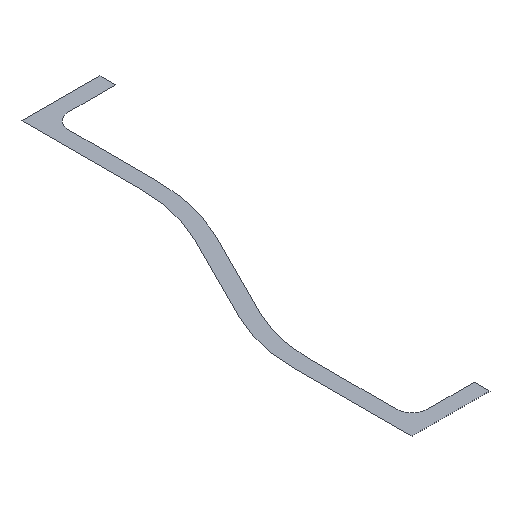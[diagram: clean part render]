
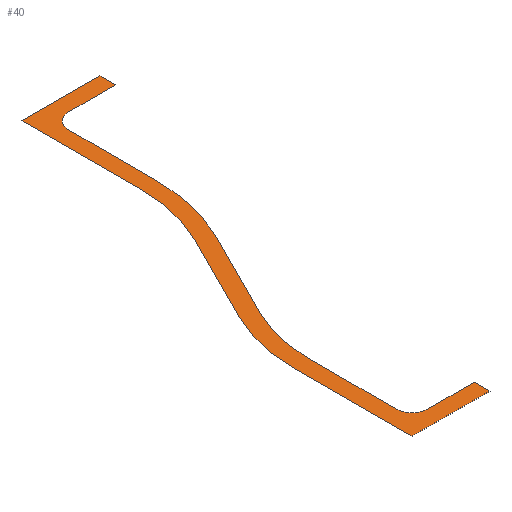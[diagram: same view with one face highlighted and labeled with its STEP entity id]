
A CAD part, isometric view. The second image highlights one B-rep face of the part: STEP entity #40.
In plain terms, the highlighted planar face has unit normal (0, 0, 1).
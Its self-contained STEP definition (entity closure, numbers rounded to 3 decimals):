
#1 = LINE ( 'NONE', #43, #110 ) ;
#2 = DIRECTION ( 'NONE',  ( 0., 1., 0. ) ) ;
#3 = VECTOR ( 'NONE', #193, 1000. ) ;
#4 = ORIENTED_EDGE ( 'NONE', *, *, #33, .T. ) ;
#5 = ORIENTED_EDGE ( 'NONE', *, *, #148, .T. ) ;
#6 = EDGE_CURVE ( 'NONE', #76, #93, #90, .T. ) ;
#8 = AXIS2_PLACEMENT_3D ( 'NONE', #60, #137, #92 ) ;
#9 = LINE ( 'NONE', #163, #124 ) ;
#10 = VERTEX_POINT ( 'NONE', #107 ) ;
#11 = ORIENTED_EDGE ( 'NONE', *, *, #168, .T. ) ;
#12 = CARTESIAN_POINT ( 'NONE',  ( 75., 150., 0. ) ) ;
#13 = DIRECTION ( 'NONE',  ( 0., -1., 0. ) ) ;
#14 = DIRECTION ( 'NONE',  ( 0., 0., 1. ) ) ;
#15 = CARTESIAN_POINT ( 'NONE',  ( 75., 0., 0. ) ) ;
#20 = VERTEX_POINT ( 'NONE', #111 ) ;
#21 = VERTEX_POINT ( 'NONE', #125 ) ;
#23 = ORIENTED_EDGE ( 'NONE', *, *, #158, .T. ) ;
#24 = ORIENTED_EDGE ( 'NONE', *, *, #85, .T. ) ;
#25 = CARTESIAN_POINT ( 'NONE',  ( 100., 38.197, 0. ) ) ;
#26 = CARTESIAN_POINT ( 'NONE',  ( 80., 140., 0. ) ) ;
#27 = EDGE_CURVE ( 'NONE', #179, #63, #141, .T. ) ;
#28 = ORIENTED_EDGE ( 'NONE', *, *, #27, .T. ) ;
#30 = CARTESIAN_POINT ( 'NONE',  ( 80., 111.803, 0. ) ) ;
#32 = CARTESIAN_POINT ( 'NONE',  ( 100., 150., 0. ) ) ;
#33 = EDGE_CURVE ( 'NONE', #139, #20, #9, .T. ) ;
#34 = VERTEX_POINT ( 'NONE', #127 ) ;
#35 = CARTESIAN_POINT ( 'NONE',  ( 55., 10., 0. ) ) ;
#38 = CARTESIAN_POINT ( 'NONE',  ( 100., 150., 0. ) ) ;
#39 = CARTESIAN_POINT ( 'NONE',  ( 60., 10., 0. ) ) ;
#40 = ADVANCED_FACE ( 'NONE', ( #136 ), #57, .F. ) ;
#41 = LINE ( 'NONE', #88, #150 ) ;
#43 = CARTESIAN_POINT ( 'NONE',  ( 55.279, 60.557, 0. ) ) ;
#45 = DIRECTION ( 'NONE',  ( 1., 0., 0. ) ) ;
#46 = CARTESIAN_POINT ( 'NONE',  ( 85., 145., 0. ) ) ;
#47 = EDGE_CURVE ( 'NONE', #63, #69, #122, .T. ) ;
#48 = ORIENTED_EDGE ( 'NONE', *, *, #188, .T. ) ;
#49 = ORIENTED_EDGE ( 'NONE', *, *, #175, .T. ) ;
#50 = VECTOR ( 'NONE', #167, 1000. ) ;
#51 = VERTEX_POINT ( 'NONE', #120 ) ;
#52 = ORIENTED_EDGE ( 'NONE', *, *, #140, .T. ) ;
#53 = ORIENTED_EDGE ( 'NONE', *, *, #126, .T. ) ;
#54 = DIRECTION ( 'NONE',  ( 0., 0., -1. ) ) ;
#56 = VECTOR ( 'NONE', #2, 1000. ) ;
#57 = PLANE ( 'NONE',  #58 ) ;
#58 = AXIS2_PLACEMENT_3D ( 'NONE', #39, #54, #108 ) ;
#59 = ORIENTED_EDGE ( 'NONE', *, *, #6, .T. ) ;
#60 = CARTESIAN_POINT ( 'NONE',  ( 60., 10., 0. ) ) ;
#61 = VECTOR ( 'NONE', #67, 1000. ) ;
#62 = LINE ( 'NONE', #32, #187 ) ;
#63 = VERTEX_POINT ( 'NONE', #189 ) ;
#64 = CARTESIAN_POINT ( 'NONE',  ( 100., 38.197, 0. ) ) ;
#65 = CIRCLE ( 'NONE', #82, 50. ) ;
#66 = EDGE_CURVE ( 'NONE', #21, #51, #135, .T. ) ;
#67 = DIRECTION ( 'NONE',  ( 0., -1., 0. ) ) ;
#68 = VERTEX_POINT ( 'NONE', #154 ) ;
#69 = VERTEX_POINT ( 'NONE', #35 ) ;
#70 = ORIENTED_EDGE ( 'NONE', *, *, #160, .T. ) ;
#71 = DIRECTION ( 'NONE',  ( 0.447, 0.894, 0. ) ) ;
#72 = DIRECTION ( 'NONE',  ( 1., 0., 0. ) ) ;
#73 = DIRECTION ( 'NONE',  ( -1., 0., 0. ) ) ;
#76 = VERTEX_POINT ( 'NONE', #38 ) ;
#77 = DIRECTION ( 'NONE',  ( 0., 0., -1. ) ) ;
#80 = CARTESIAN_POINT ( 'NONE',  ( 100., 145., 0. ) ) ;
#81 = LINE ( 'NONE', #46, #50 ) ;
#82 = AXIS2_PLACEMENT_3D ( 'NONE', #64, #116, #132 ) ;
#83 = ORIENTED_EDGE ( 'NONE', *, *, #194, .T. ) ;
#84 = VECTOR ( 'NONE', #115, 1000. ) ;
#85 = EDGE_CURVE ( 'NONE', #93, #21, #105, .T. ) ;
#87 = AXIS2_PLACEMENT_3D ( 'NONE', #190, #77, #142 ) ;
#88 = CARTESIAN_POINT ( 'NONE',  ( 75., 0., 0. ) ) ;
#89 = DIRECTION ( 'NONE',  ( 0., 0., -1. ) ) ;
#90 = LINE ( 'NONE', #12, #3 ) ;
#92 = DIRECTION ( 'NONE',  ( -1., 0., 0. ) ) ;
#93 = VERTEX_POINT ( 'NONE', #121 ) ;
#94 = EDGE_CURVE ( 'NONE', #100, #186, #41, .T. ) ;
#95 = LINE ( 'NONE', #15, #84 ) ;
#96 = CIRCLE ( 'NONE', #87, 5. ) ;
#98 = CARTESIAN_POINT ( 'NONE',  ( 75., 5., 0. ) ) ;
#100 = VERTEX_POINT ( 'NONE', #109 ) ;
#101 = VERTEX_POINT ( 'NONE', #177 ) ;
#103 = EDGE_CURVE ( 'NONE', #68, #139, #166, .T. ) ;
#104 = VERTEX_POINT ( 'NONE', #26 ) ;
#105 = LINE ( 'NONE', #161, #178 ) ;
#106 = AXIS2_PLACEMENT_3D ( 'NONE', #169, #14, #45 ) ;
#107 = CARTESIAN_POINT ( 'NONE',  ( 85., 145., 0. ) ) ;
#108 = DIRECTION ( 'NONE',  ( -1., 0., 0. ) ) ;
#109 = CARTESIAN_POINT ( 'NONE',  ( 50., 0., 0. ) ) ;
#110 = VECTOR ( 'NONE', #145, 1000. ) ;
#111 = CARTESIAN_POINT ( 'NONE',  ( 74.193, 87.207, 0. ) ) ;
#113 = EDGE_CURVE ( 'NONE', #34, #100, #152, .T. ) ;
#115 = DIRECTION ( 'NONE',  ( 0., 1., 0. ) ) ;
#116 = DIRECTION ( 'NONE',  ( 0., 0., 1. ) ) ;
#118 = LINE ( 'NONE', #30, #56 ) ;
#119 = ORIENTED_EDGE ( 'NONE', *, *, #66, .T. ) ;
#120 = CARTESIAN_POINT ( 'NONE',  ( 69.721, 89.443, 0. ) ) ;
#121 = CARTESIAN_POINT ( 'NONE',  ( 75., 150., 0. ) ) ;
#122 = CIRCLE ( 'NONE', #8, 5. ) ;
#124 = VECTOR ( 'NONE', #71, 1000. ) ;
#125 = CARTESIAN_POINT ( 'NONE',  ( 75., 111.803, 0. ) ) ;
#126 = EDGE_CURVE ( 'NONE', #134, #76, #62, .T. ) ;
#127 = CARTESIAN_POINT ( 'NONE',  ( 50., 38.197, 0. ) ) ;
#129 = CIRCLE ( 'NONE', #106, 55. ) ;
#130 = CARTESIAN_POINT ( 'NONE',  ( 75., 0., 0. ) ) ;
#131 = VERTEX_POINT ( 'NONE', #147 ) ;
#132 = DIRECTION ( 'NONE',  ( -1., 0., 0. ) ) ;
#133 = ORIENTED_EDGE ( 'NONE', *, *, #103, .T. ) ;
#134 = VERTEX_POINT ( 'NONE', #80 ) ;
#135 = CIRCLE ( 'NONE', #143, 50. ) ;
#136 = FACE_OUTER_BOUND ( 'NONE', #170, .T. ) ;
#137 = DIRECTION ( 'NONE',  ( 0., 0., -1. ) ) ;
#139 = VERTEX_POINT ( 'NONE', #182 ) ;
#140 = EDGE_CURVE ( 'NONE', #131, #34, #65, .T. ) ;
#141 = LINE ( 'NONE', #176, #156 ) ;
#142 = DIRECTION ( 'NONE',  ( -1., 0., 0. ) ) ;
#143 = AXIS2_PLACEMENT_3D ( 'NONE', #191, #162, #181 ) ;
#144 = DIRECTION ( 'NONE',  ( 0., 1., 0. ) ) ;
#145 = DIRECTION ( 'NONE',  ( -0.447, -0.894, 0. ) ) ;
#147 = CARTESIAN_POINT ( 'NONE',  ( 55.279, 60.557, 0. ) ) ;
#148 = EDGE_CURVE ( 'NONE', #10, #134, #81, .T. ) ;
#149 = ORIENTED_EDGE ( 'NONE', *, *, #113, .T. ) ;
#150 = VECTOR ( 'NONE', #72, 1000. ) ;
#151 = ORIENTED_EDGE ( 'NONE', *, *, #47, .T. ) ;
#152 = LINE ( 'NONE', #185, #61 ) ;
#153 = AXIS2_PLACEMENT_3D ( 'NONE', #25, #89, #164 ) ;
#154 = CARTESIAN_POINT ( 'NONE',  ( 55., 38.197, 0. ) ) ;
#155 = DIRECTION ( 'NONE',  ( 0., 1., 0. ) ) ;
#156 = VECTOR ( 'NONE', #73, 1000. ) ;
#158 = EDGE_CURVE ( 'NONE', #101, #104, #118, .T. ) ;
#160 = EDGE_CURVE ( 'NONE', #186, #179, #95, .T. ) ;
#161 = CARTESIAN_POINT ( 'NONE',  ( 75., 111.803, 0. ) ) ;
#162 = DIRECTION ( 'NONE',  ( 0., 0., -1. ) ) ;
#163 = CARTESIAN_POINT ( 'NONE',  ( 59.751, 58.321, 0. ) ) ;
#164 = DIRECTION ( 'NONE',  ( -1., 0., 0. ) ) ;
#166 = CIRCLE ( 'NONE', #153, 45. ) ;
#167 = DIRECTION ( 'NONE',  ( 1., 0., 0. ) ) ;
#168 = EDGE_CURVE ( 'NONE', #69, #68, #195, .T. ) ;
#169 = CARTESIAN_POINT ( 'NONE',  ( 25., 111.803, 0. ) ) ;
#170 = EDGE_LOOP ( 'NONE', ( #70, #28, #151, #11, #133, #4, #49, #23, #83, #5, #53, #59, #24, #119, #48, #52, #149, #174 ) ) ;
#171 = VECTOR ( 'NONE', #155, 1000. ) ;
#174 = ORIENTED_EDGE ( 'NONE', *, *, #94, .T. ) ;
#175 = EDGE_CURVE ( 'NONE', #20, #101, #129, .T. ) ;
#176 = CARTESIAN_POINT ( 'NONE',  ( 75., 5., 0. ) ) ;
#177 = CARTESIAN_POINT ( 'NONE',  ( 80., 111.803, 0. ) ) ;
#178 = VECTOR ( 'NONE', #13, 1000. ) ;
#179 = VERTEX_POINT ( 'NONE', #98 ) ;
#181 = DIRECTION ( 'NONE',  ( 1., 0., 0. ) ) ;
#182 = CARTESIAN_POINT ( 'NONE',  ( 59.751, 58.321, 0. ) ) ;
#183 = CARTESIAN_POINT ( 'NONE',  ( 55., 10., 0. ) ) ;
#185 = CARTESIAN_POINT ( 'NONE',  ( 50., 0., 0. ) ) ;
#186 = VERTEX_POINT ( 'NONE', #130 ) ;
#187 = VECTOR ( 'NONE', #144, 1000. ) ;
#188 = EDGE_CURVE ( 'NONE', #51, #131, #1, .T. ) ;
#189 = CARTESIAN_POINT ( 'NONE',  ( 60., 5., 0. ) ) ;
#190 = CARTESIAN_POINT ( 'NONE',  ( 85., 140., 0. ) ) ;
#191 = CARTESIAN_POINT ( 'NONE',  ( 25., 111.803, 0. ) ) ;
#193 = DIRECTION ( 'NONE',  ( -1., 0., 0. ) ) ;
#194 = EDGE_CURVE ( 'NONE', #104, #10, #96, .T. ) ;
#195 = LINE ( 'NONE', #183, #171 ) ;
